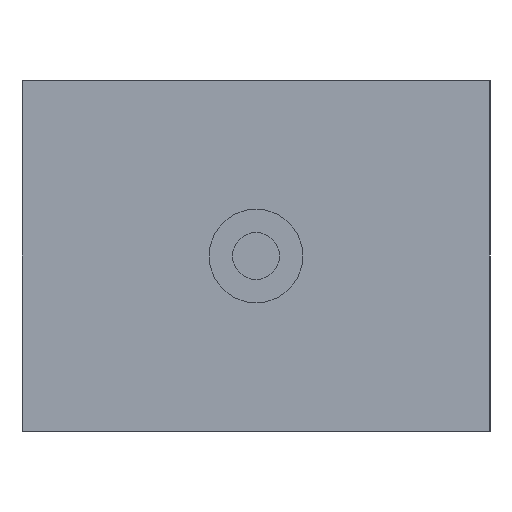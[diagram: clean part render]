
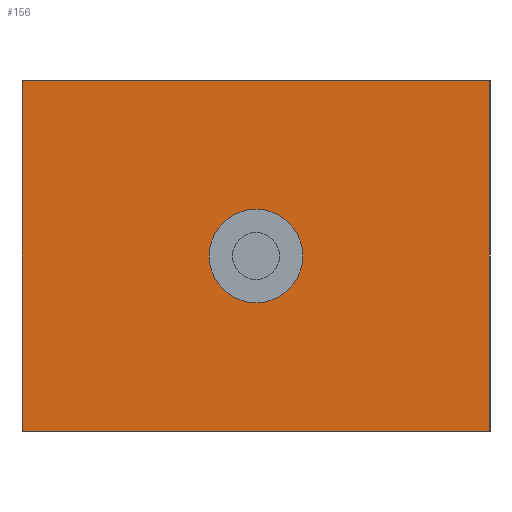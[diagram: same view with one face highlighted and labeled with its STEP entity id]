
A CAD part, left-side view. The second image highlights one B-rep face of the part: STEP entity #156.
In plain terms, the highlighted planar face has unit normal (-1, 0, 0).
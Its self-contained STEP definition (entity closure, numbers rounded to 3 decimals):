
#25 = ORIENTED_EDGE ( 'NONE', *, *, #3103, .F. ) ;
#113 = AXIS2_PLACEMENT_3D ( 'NONE', #2987, #2761, #1505 ) ;
#114 = CARTESIAN_POINT ( 'NONE',  ( -2., 15., 0. ) ) ;
#117 = DIRECTION ( 'NONE',  ( 0., 0., -1. ) ) ;
#156 = ADVANCED_FACE ( 'NONE', ( #1286, #1753 ), #1978, .T. ) ;
#217 = VERTEX_POINT ( 'NONE', #2497 ) ;
#241 = LINE ( 'NONE', #2692, #2809 ) ;
#359 = ORIENTED_EDGE ( 'NONE', *, *, #953, .F. ) ;
#454 = CARTESIAN_POINT ( 'NONE',  ( -2., 15., 0. ) ) ;
#520 = CARTESIAN_POINT ( 'NONE',  ( -2., 15., 15. ) ) ;
#548 = CARTESIAN_POINT ( 'NONE',  ( -2., 5., 9.5 ) ) ;
#580 = CIRCLE ( 'NONE', #2689, 2. ) ;
#647 = ORIENTED_EDGE ( 'NONE', *, *, #1722, .F. ) ;
#709 = LINE ( 'NONE', #2435, #1542 ) ;
#729 = CIRCLE ( 'NONE', #2493, 2. ) ;
#844 = ORIENTED_EDGE ( 'NONE', *, *, #2929, .T. ) ;
#877 = CARTESIAN_POINT ( 'NONE',  ( -2., 5., 7.5 ) ) ;
#880 = DIRECTION ( 'NONE',  ( 0., 0., -1. ) ) ;
#953 = EDGE_CURVE ( 'NONE', #1885, #1096, #729, .T. ) ;
#1023 = LINE ( 'NONE', #114, #3167 ) ;
#1096 = VERTEX_POINT ( 'NONE', #548 ) ;
#1122 = VERTEX_POINT ( 'NONE', #520 ) ;
#1206 = CARTESIAN_POINT ( 'NONE',  ( -2., 15., 0. ) ) ;
#1286 = FACE_BOUND ( 'NONE', #2601, .T. ) ;
#1375 = CARTESIAN_POINT ( 'NONE',  ( -2., 5., 5.5 ) ) ;
#1452 = VERTEX_POINT ( 'NONE', #2680 ) ;
#1460 = DIRECTION ( 'NONE',  ( 0., -1., 0. ) ) ;
#1505 = DIRECTION ( 'NONE',  ( 0., 0., 1. ) ) ;
#1525 = DIRECTION ( 'NONE',  ( 0., 0., 1. ) ) ;
#1542 = VECTOR ( 'NONE', #880, 1000. ) ;
#1722 = EDGE_CURVE ( 'NONE', #1096, #1885, #580, .T. ) ;
#1753 = FACE_OUTER_BOUND ( 'NONE', #2321, .T. ) ;
#1885 = VERTEX_POINT ( 'NONE', #1375 ) ;
#1978 = PLANE ( 'NONE',  #113 ) ;
#2044 = CARTESIAN_POINT ( 'NONE',  ( -2., 5., 7.5 ) ) ;
#2171 = DIRECTION ( 'NONE',  ( -1., 0., 0. ) ) ;
#2314 = ORIENTED_EDGE ( 'NONE', *, *, #3204, .T. ) ;
#2321 = EDGE_LOOP ( 'NONE', ( #844, #25, #2314, #2818 ) ) ;
#2407 = DIRECTION ( 'NONE',  ( 0., 0., 1. ) ) ;
#2435 = CARTESIAN_POINT ( 'NONE',  ( -2., -5., 15. ) ) ;
#2493 = AXIS2_PLACEMENT_3D ( 'NONE', #877, #2171, #2407 ) ;
#2497 = CARTESIAN_POINT ( 'NONE',  ( -2., -5., 0. ) ) ;
#2511 = VECTOR ( 'NONE', #1460, 1000. ) ;
#2601 = EDGE_LOOP ( 'NONE', ( #359, #647 ) ) ;
#2680 = CARTESIAN_POINT ( 'NONE',  ( -2., -5., 15. ) ) ;
#2689 = AXIS2_PLACEMENT_3D ( 'NONE', #2044, #3037, #1525 ) ;
#2692 = CARTESIAN_POINT ( 'NONE',  ( -2., 15., 15. ) ) ;
#2693 = LINE ( 'NONE', #1206, #2511 ) ;
#2761 = DIRECTION ( 'NONE',  ( -1., 0., 0. ) ) ;
#2809 = VECTOR ( 'NONE', #3190, 1000. ) ;
#2818 = ORIENTED_EDGE ( 'NONE', *, *, #2838, .T. ) ;
#2838 = EDGE_CURVE ( 'NONE', #1122, #3258, #1023, .T. ) ;
#2929 = EDGE_CURVE ( 'NONE', #3258, #217, #2693, .T. ) ;
#2987 = CARTESIAN_POINT ( 'NONE',  ( -2., 0., 0. ) ) ;
#3037 = DIRECTION ( 'NONE',  ( -1., 0., 0. ) ) ;
#3103 = EDGE_CURVE ( 'NONE', #1452, #217, #709, .T. ) ;
#3167 = VECTOR ( 'NONE', #117, 1000. ) ;
#3190 = DIRECTION ( 'NONE',  ( 0., 1., 0. ) ) ;
#3204 = EDGE_CURVE ( 'NONE', #1452, #1122, #241, .T. ) ;
#3258 = VERTEX_POINT ( 'NONE', #454 ) ;
